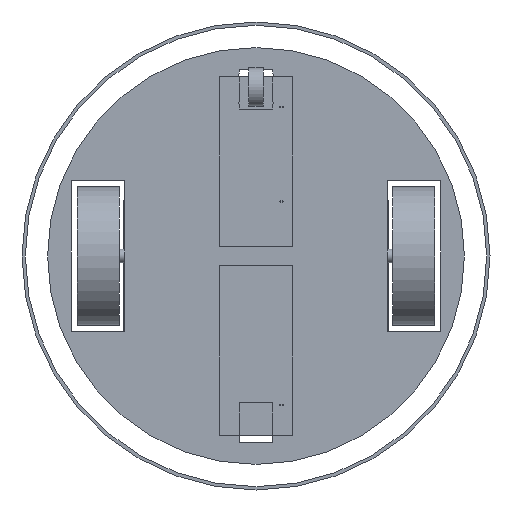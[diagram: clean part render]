
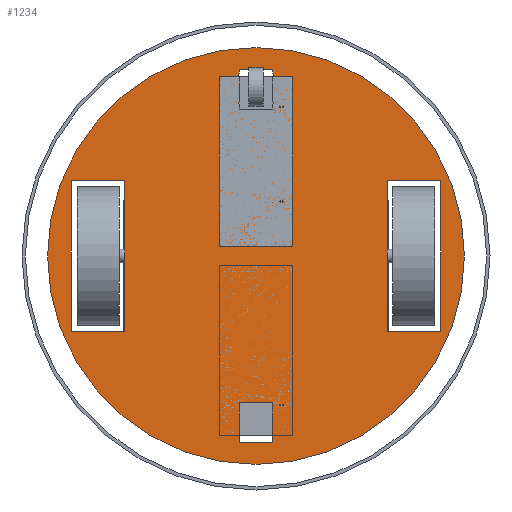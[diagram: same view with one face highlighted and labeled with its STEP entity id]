
A CAD part, front view. The second image highlights one B-rep face of the part: STEP entity #1234.
In plain terms, the highlighted planar face has unit normal (0, -1, 0).
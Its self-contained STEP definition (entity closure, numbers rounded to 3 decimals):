
#48=FACE_BOUND('',#247,.T.);
#49=FACE_BOUND('',#248,.T.);
#50=FACE_BOUND('',#249,.T.);
#51=FACE_BOUND('',#250,.T.);
#52=FACE_BOUND('',#251,.T.);
#53=FACE_BOUND('',#252,.T.);
#91=PLANE('',#1346);
#156=FACE_OUTER_BOUND('',#246,.T.);
#246=EDGE_LOOP('',(#1025));
#247=EDGE_LOOP('',(#1026,#1027,#1028,#1029,#1030,#1031,#1032,#1033,#1034,
#1035,#1036,#1037));
#248=EDGE_LOOP('',(#1038,#1039,#1040,#1041));
#249=EDGE_LOOP('',(#1042,#1043,#1044,#1045));
#250=EDGE_LOOP('',(#1046,#1047,#1048,#1049));
#251=EDGE_LOOP('',(#1050));
#252=EDGE_LOOP('',(#1051));
#314=LINE('',#1852,#422);
#320=LINE('',#1865,#428);
#322=LINE('',#1870,#430);
#327=LINE('',#1881,#435);
#333=LINE('',#1893,#441);
#334=LINE('',#1895,#442);
#338=LINE('',#1904,#446);
#341=LINE('',#1908,#449);
#355=LINE('',#1950,#463);
#357=LINE('',#1954,#465);
#359=LINE('',#1958,#467);
#361=LINE('',#1961,#469);
#363=LINE('',#1972,#471);
#365=LINE('',#1976,#473);
#367=LINE('',#1980,#475);
#369=LINE('',#1983,#477);
#371=LINE('',#1988,#479);
#373=LINE('',#1992,#481);
#375=LINE('',#1996,#483);
#377=LINE('',#1999,#485);
#422=VECTOR('',#1478,10.);
#428=VECTOR('',#1486,10.);
#430=VECTOR('',#1490,10.);
#435=VECTOR('',#1497,10.);
#441=VECTOR('',#1505,10.);
#442=VECTOR('',#1508,10.);
#446=VECTOR('',#1514,10.);
#449=VECTOR('',#1519,10.);
#463=VECTOR('',#1555,10.);
#465=VECTOR('',#1559,10.);
#467=VECTOR('',#1563,10.);
#469=VECTOR('',#1567,10.);
#471=VECTOR('',#1583,10.);
#473=VECTOR('',#1587,10.);
#475=VECTOR('',#1591,10.);
#477=VECTOR('',#1595,10.);
#479=VECTOR('',#1599,10.);
#481=VECTOR('',#1603,10.);
#483=VECTOR('',#1607,10.);
#485=VECTOR('',#1611,10.);
#523=CIRCLE('',#1314,5.);
#530=CIRCLE('',#1327,5.);
#531=CIRCLE('',#1329,5.);
#532=CIRCLE('',#1331,5.);
#533=CIRCLE('',#1341,0.5);
#534=CIRCLE('',#1343,0.5);
#535=CIRCLE('',#1345,187.5);
#586=VERTEX_POINT('',#1850);
#587=VERTEX_POINT('',#1851);
#592=VERTEX_POINT('',#1862);
#593=VERTEX_POINT('',#1864);
#594=VERTEX_POINT('',#1868);
#595=VERTEX_POINT('',#1869);
#598=VERTEX_POINT('',#1877);
#600=VERTEX_POINT('',#1880);
#603=VERTEX_POINT('',#1887);
#605=VERTEX_POINT('',#1891);
#608=VERTEX_POINT('',#1901);
#609=VERTEX_POINT('',#1903);
#625=VERTEX_POINT('',#1947);
#626=VERTEX_POINT('',#1949);
#627=VERTEX_POINT('',#1953);
#628=VERTEX_POINT('',#1957);
#629=VERTEX_POINT('',#1969);
#630=VERTEX_POINT('',#1971);
#631=VERTEX_POINT('',#1975);
#632=VERTEX_POINT('',#1979);
#633=VERTEX_POINT('',#1985);
#634=VERTEX_POINT('',#1987);
#635=VERTEX_POINT('',#1991);
#636=VERTEX_POINT('',#1995);
#637=VERTEX_POINT('',#2001);
#638=VERTEX_POINT('',#2005);
#639=VERTEX_POINT('',#2009);
#702=EDGE_CURVE('',#586,#587,#314,.T.);
#708=EDGE_CURVE('',#593,#592,#320,.T.);
#710=EDGE_CURVE('',#594,#595,#322,.T.);
#715=EDGE_CURVE('',#600,#598,#327,.T.);
#721=EDGE_CURVE('',#603,#605,#333,.T.);
#722=EDGE_CURVE('',#595,#586,#334,.T.);
#726=EDGE_CURVE('',#609,#608,#338,.T.);
#729=EDGE_CURVE('',#592,#609,#341,.T.);
#731=EDGE_CURVE('',#605,#593,#523,.T.);
#751=EDGE_CURVE('',#626,#625,#355,.T.);
#753=EDGE_CURVE('',#627,#626,#357,.T.);
#755=EDGE_CURVE('',#628,#627,#359,.T.);
#757=EDGE_CURVE('',#625,#628,#361,.T.);
#758=EDGE_CURVE('',#608,#600,#530,.T.);
#759=EDGE_CURVE('',#598,#594,#531,.T.);
#760=EDGE_CURVE('',#587,#603,#532,.T.);
#762=EDGE_CURVE('',#630,#629,#363,.T.);
#764=EDGE_CURVE('',#631,#630,#365,.T.);
#766=EDGE_CURVE('',#632,#631,#367,.T.);
#768=EDGE_CURVE('',#629,#632,#369,.T.);
#770=EDGE_CURVE('',#634,#633,#371,.T.);
#772=EDGE_CURVE('',#635,#634,#373,.T.);
#774=EDGE_CURVE('',#636,#635,#375,.T.);
#776=EDGE_CURVE('',#633,#636,#377,.T.);
#778=EDGE_CURVE('',#637,#637,#533,.T.);
#780=EDGE_CURVE('',#638,#638,#534,.T.);
#782=EDGE_CURVE('',#639,#639,#535,.T.);
#1025=ORIENTED_EDGE('',*,*,#782,.F.);
#1026=ORIENTED_EDGE('',*,*,#721,.T.);
#1027=ORIENTED_EDGE('',*,*,#731,.T.);
#1028=ORIENTED_EDGE('',*,*,#708,.T.);
#1029=ORIENTED_EDGE('',*,*,#729,.T.);
#1030=ORIENTED_EDGE('',*,*,#726,.T.);
#1031=ORIENTED_EDGE('',*,*,#758,.T.);
#1032=ORIENTED_EDGE('',*,*,#715,.T.);
#1033=ORIENTED_EDGE('',*,*,#759,.T.);
#1034=ORIENTED_EDGE('',*,*,#710,.T.);
#1035=ORIENTED_EDGE('',*,*,#722,.T.);
#1036=ORIENTED_EDGE('',*,*,#702,.T.);
#1037=ORIENTED_EDGE('',*,*,#760,.T.);
#1038=ORIENTED_EDGE('',*,*,#755,.T.);
#1039=ORIENTED_EDGE('',*,*,#753,.T.);
#1040=ORIENTED_EDGE('',*,*,#751,.T.);
#1041=ORIENTED_EDGE('',*,*,#757,.T.);
#1042=ORIENTED_EDGE('',*,*,#766,.T.);
#1043=ORIENTED_EDGE('',*,*,#764,.T.);
#1044=ORIENTED_EDGE('',*,*,#762,.T.);
#1045=ORIENTED_EDGE('',*,*,#768,.T.);
#1046=ORIENTED_EDGE('',*,*,#774,.T.);
#1047=ORIENTED_EDGE('',*,*,#772,.T.);
#1048=ORIENTED_EDGE('',*,*,#770,.T.);
#1049=ORIENTED_EDGE('',*,*,#776,.T.);
#1050=ORIENTED_EDGE('',*,*,#780,.F.);
#1051=ORIENTED_EDGE('',*,*,#778,.F.);
#1234=ADVANCED_FACE('',(#156,#48,#49,#50,#51,#52,#53),#91,.F.);
#1314=AXIS2_PLACEMENT_3D('',#1911,#1524,#1525);
#1327=AXIS2_PLACEMENT_3D('',#1963,#1570,#1571);
#1329=AXIS2_PLACEMENT_3D('',#1965,#1574,#1575);
#1331=AXIS2_PLACEMENT_3D('',#1967,#1578,#1579);
#1341=AXIS2_PLACEMENT_3D('',#2003,#1615,#1616);
#1343=AXIS2_PLACEMENT_3D('',#2007,#1620,#1621);
#1345=AXIS2_PLACEMENT_3D('',#2011,#1625,#1626);
#1346=AXIS2_PLACEMENT_3D('',#2012,#1627,#1628);
#1478=DIRECTION('',(0.,0.,-1.));
#1486=DIRECTION('',(0.,0.,-1.));
#1490=DIRECTION('',(0.,0.,1.));
#1497=DIRECTION('',(0.,0.,1.));
#1505=DIRECTION('',(0.,0.,-1.));
#1508=DIRECTION('',(1.,0.,0.));
#1514=DIRECTION('',(0.,0.,1.));
#1519=DIRECTION('',(-1.,0.,0.));
#1524=DIRECTION('center_axis',(0.,1.,0.));
#1525=DIRECTION('ref_axis',(1.,0.,0.));
#1555=DIRECTION('',(0.,0.,1.));
#1559=DIRECTION('',(-1.,0.,0.));
#1563=DIRECTION('',(0.,0.,-1.));
#1567=DIRECTION('',(1.,0.,0.));
#1570=DIRECTION('center_axis',(0.,1.,0.));
#1571=DIRECTION('ref_axis',(1.,0.,0.));
#1574=DIRECTION('center_axis',(0.,1.,0.));
#1575=DIRECTION('ref_axis',(1.,0.,0.));
#1578=DIRECTION('center_axis',(0.,1.,0.));
#1579=DIRECTION('ref_axis',(1.,0.,0.));
#1583=DIRECTION('',(0.,0.,-1.));
#1587=DIRECTION('',(1.,0.,0.));
#1591=DIRECTION('',(0.,0.,1.));
#1595=DIRECTION('',(-1.,0.,0.));
#1599=DIRECTION('',(0.,0.,1.));
#1603=DIRECTION('',(-1.,0.,0.));
#1607=DIRECTION('',(0.,0.,-1.));
#1611=DIRECTION('',(1.,0.,0.));
#1615=DIRECTION('center_axis',(0.,-1.,0.));
#1616=DIRECTION('ref_axis',(1.,0.,0.));
#1620=DIRECTION('center_axis',(0.,-1.,0.));
#1621=DIRECTION('ref_axis',(1.,0.,0.));
#1625=DIRECTION('center_axis',(0.,1.,0.));
#1626=DIRECTION('ref_axis',(1.,0.,0.));
#1627=DIRECTION('center_axis',(0.,1.,0.));
#1628=DIRECTION('ref_axis',(1.,0.,0.));
#1850=CARTESIAN_POINT('',(14.972,0.,167.972));
#1851=CARTESIAN_POINT('',(14.972,0.,164.573));
#1852=CARTESIAN_POINT('',(14.972,0.,83.986));
#1862=CARTESIAN_POINT('',(14.972,0.,132.028));
#1864=CARTESIAN_POINT('',(14.972,0.,135.427));
#1865=CARTESIAN_POINT('',(14.972,0.,83.986));
#1868=CARTESIAN_POINT('',(-14.972,0.,164.573));
#1869=CARTESIAN_POINT('',(-14.972,0.,167.972));
#1870=CARTESIAN_POINT('',(-14.972,0.,66.014));
#1877=CARTESIAN_POINT('',(-14.972,0.,160.256));
#1880=CARTESIAN_POINT('',(-14.972,0.,139.744));
#1881=CARTESIAN_POINT('',(-14.972,0.,66.014));
#1887=CARTESIAN_POINT('',(14.972,0.,160.256));
#1891=CARTESIAN_POINT('',(14.972,0.,139.744));
#1893=CARTESIAN_POINT('',(14.972,0.,83.986));
#1895=CARTESIAN_POINT('',(-7.486,0.,167.972));
#1901=CARTESIAN_POINT('',(-14.972,0.,135.427));
#1903=CARTESIAN_POINT('',(-14.972,0.,132.028));
#1904=CARTESIAN_POINT('',(-14.972,0.,66.014));
#1908=CARTESIAN_POINT('',(7.486,0.,132.028));
#1911=CARTESIAN_POINT('Origin',(10.462,0.,137.585));
#1947=CARTESIAN_POINT('',(-14.972,0.,-132.028));
#1949=CARTESIAN_POINT('',(-14.972,0.,-167.972));
#1950=CARTESIAN_POINT('',(-14.972,0.,-66.014));
#1953=CARTESIAN_POINT('',(14.972,0.,-167.972));
#1954=CARTESIAN_POINT('',(-7.486,0.,-167.972));
#1957=CARTESIAN_POINT('',(14.972,0.,-132.028));
#1958=CARTESIAN_POINT('',(14.972,0.,-83.986));
#1961=CARTESIAN_POINT('',(7.486,0.,-132.028));
#1963=CARTESIAN_POINT('Origin',(-10.462,0.,137.585));
#1965=CARTESIAN_POINT('Origin',(-10.462,0.,162.415));
#1967=CARTESIAN_POINT('Origin',(10.462,0.,162.415));
#1969=CARTESIAN_POINT('',(-118.,0.,-67.504));
#1971=CARTESIAN_POINT('',(-118.,0.,67.5));
#1972=CARTESIAN_POINT('',(-118.,0.,-33.752));
#1975=CARTESIAN_POINT('',(-166.,0.,67.5));
#1976=CARTESIAN_POINT('',(-59.,0.,67.5));
#1979=CARTESIAN_POINT('',(-166.,0.,-67.504));
#1980=CARTESIAN_POINT('',(-166.,0.,33.75));
#1983=CARTESIAN_POINT('',(-83.,0.,-67.504));
#1985=CARTESIAN_POINT('',(118.,0.,67.5));
#1987=CARTESIAN_POINT('',(118.,0.,-67.504));
#1988=CARTESIAN_POINT('',(118.,0.,-33.752));
#1991=CARTESIAN_POINT('',(166.,0.,-67.504));
#1992=CARTESIAN_POINT('',(83.,0.,-67.504));
#1995=CARTESIAN_POINT('',(166.,0.,67.5));
#1996=CARTESIAN_POINT('',(166.,0.,33.75));
#1999=CARTESIAN_POINT('',(59.,0.,67.5));
#2001=CARTESIAN_POINT('',(21.5,0.,49.));
#2003=CARTESIAN_POINT('Origin',(22.,0.,49.));
#2005=CARTESIAN_POINT('',(23.5,0.,49.));
#2007=CARTESIAN_POINT('Origin',(24.,0.,49.));
#2009=CARTESIAN_POINT('',(-187.5,0.,0.));
#2011=CARTESIAN_POINT('Origin',(0.,0.,0.));
#2012=CARTESIAN_POINT('Origin',(0.,0.,0.));
